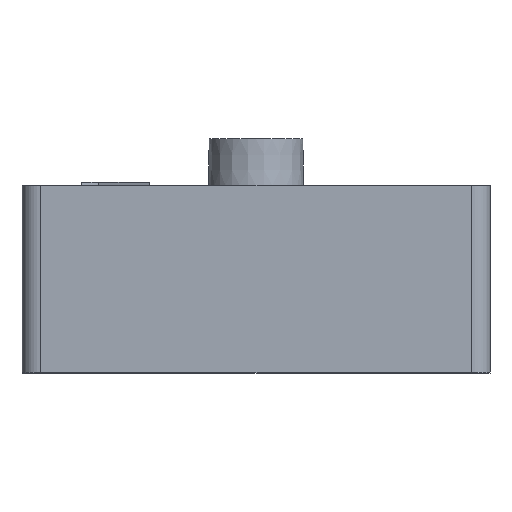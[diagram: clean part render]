
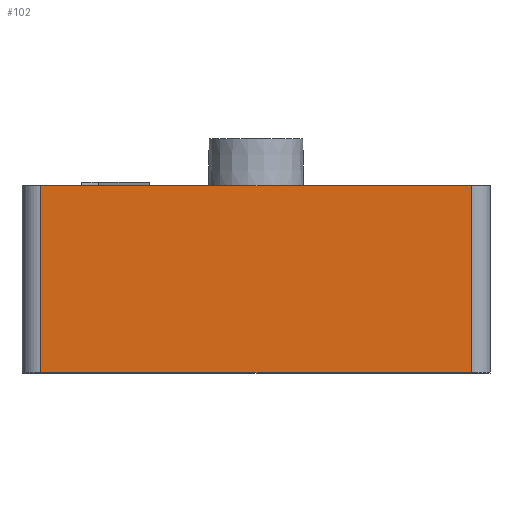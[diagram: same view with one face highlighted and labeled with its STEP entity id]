
A CAD part, left-side view. The second image highlights one B-rep face of the part: STEP entity #102.
In plain terms, the highlighted planar face has unit normal (-1, 0, 0).
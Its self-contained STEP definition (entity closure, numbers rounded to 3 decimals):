
#102 = ADVANCED_FACE( '', ( #350 ), #351, .T. );
#350 = FACE_OUTER_BOUND( '', #762, .T. );
#351 = PLANE( '', #763 );
#762 = EDGE_LOOP( '', ( #1446, #1447, #1448, #1449 ) );
#763 = AXIS2_PLACEMENT_3D( '', #1450, #1451, #1452 );
#1446 = ORIENTED_EDGE( '', *, *, #2822, .T. );
#1447 = ORIENTED_EDGE( '', *, *, #2728, .F. );
#1448 = ORIENTED_EDGE( '', *, *, #2823, .F. );
#1449 = ORIENTED_EDGE( '', *, *, #2751, .T. );
#1450 = CARTESIAN_POINT( '', ( -14.5, -11.5, 77.364 ) );
#1451 = DIRECTION( '', ( -1., 0., 0. ) );
#1452 = DIRECTION( '', ( 0., 1., 0. ) );
#2728 = EDGE_CURVE( '', #3323, #3325, #3326, .T. );
#2751 = EDGE_CURVE( '', #3369, #3367, #3370, .T. );
#2822 = EDGE_CURVE( '', #3367, #3325, #3489, .T. );
#2823 = EDGE_CURVE( '', #3369, #3323, #3490, .T. );
#3323 = VERTEX_POINT( '', #4233 );
#3325 = VERTEX_POINT( '', #4235 );
#3326 = LINE( '', #4236, #4237 );
#3367 = VERTEX_POINT( '', #4295 );
#3369 = VERTEX_POINT( '', #4297 );
#3370 = LINE( '', #4298, #4299 );
#3489 = LINE( '', #4481, #4482 );
#3490 = LINE( '', #4483, #4484 );
#4233 = CARTESIAN_POINT( '', ( -14.5, -11.5, 0. ) );
#4235 = CARTESIAN_POINT( '', ( -14.5, 11.5, 0. ) );
#4236 = CARTESIAN_POINT( '', ( -14.5, 0., 0. ) );
#4237 = VECTOR( '', #5236, 1000. );
#4295 = CARTESIAN_POINT( '', ( -14.5, 11.5, 10. ) );
#4297 = CARTESIAN_POINT( '', ( -14.5, -11.5, 10. ) );
#4298 = CARTESIAN_POINT( '', ( -14.5, 0., 10. ) );
#4299 = VECTOR( '', #5269, 1000. );
#4481 = CARTESIAN_POINT( '', ( -14.5, 11.5, 77.364 ) );
#4482 = VECTOR( '', #5354, 1000. );
#4483 = CARTESIAN_POINT( '', ( -14.5, -11.5, 77.364 ) );
#4484 = VECTOR( '', #5355, 1000. );
#5236 = DIRECTION( '', ( 0., 1., 0. ) );
#5269 = DIRECTION( '', ( 0., 1., 0. ) );
#5354 = DIRECTION( '', ( 0., 0., -1. ) );
#5355 = DIRECTION( '', ( 0., 0., -1. ) );
